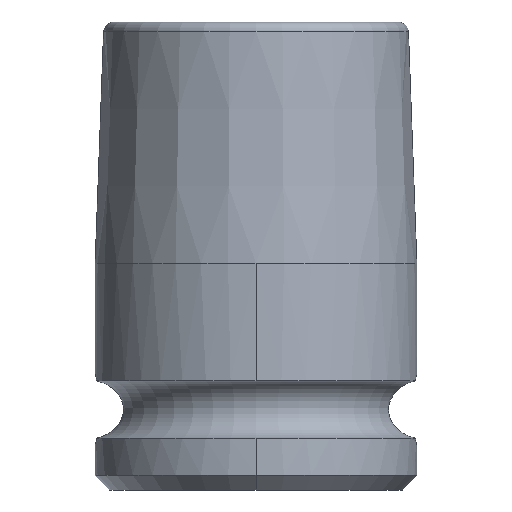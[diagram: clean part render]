
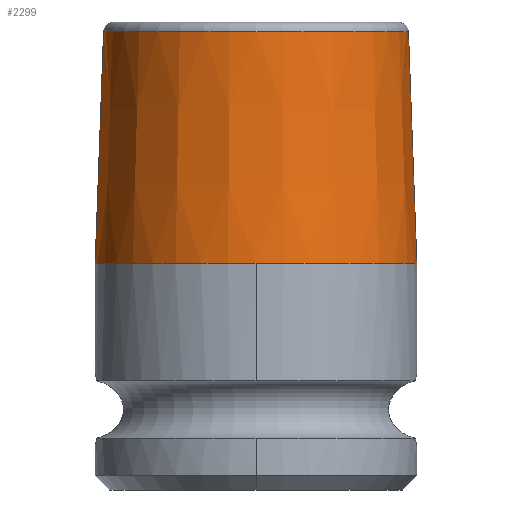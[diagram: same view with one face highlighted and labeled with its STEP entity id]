
A CAD part, left-side view. The second image highlights one B-rep face of the part: STEP entity #2299.
In plain terms, the highlighted conical face has half-angle 2.083 degrees and reference radius 10.712 mm.
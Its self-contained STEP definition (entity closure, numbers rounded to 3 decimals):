
#184=CARTESIAN_POINT('',(0.,0.,15.5));
#185=DIRECTION('',(0.,0.,1.));
#186=DIRECTION('',(0.,1.,0.));
#187=AXIS2_PLACEMENT_3D('',#184,#185,#186);
#356=CARTESIAN_POINT('',(0.,0.,15.5));
#357=DIRECTION('',(0.,0.,1.));
#358=DIRECTION('',(-1.,0.,0.));
#359=AXIS2_PLACEMENT_3D('',#356,#357,#358);
#1000=DIRECTION('',(0.,0.036,-0.999));
#1001=VECTOR('',#1000,15.836);
#1002=CARTESIAN_POINT('',(0.,10.425,
31.325));
#1003=LINE('',#1002,#1001);
#1004=DIRECTION('',(0.,-0.036,-0.999));
#1005=VECTOR('',#1004,15.836);
#1006=CARTESIAN_POINT('',(0.,-10.425,
31.325));
#1007=LINE('',#1006,#1005);
#1008=CARTESIAN_POINT('',(0.,0.,31.325));
#1009=DIRECTION('',(0.,0.,1.));
#1010=DIRECTION('',(0.,1.,0.));
#1011=AXIS2_PLACEMENT_3D('',#1008,#1009,#1010);
#1350=CARTESIAN_POINT('',(0.,11.,15.5));
#1351=CARTESIAN_POINT('',(-11.,0.,15.5));
#1352=VERTEX_POINT('',#1350);
#1353=VERTEX_POINT('',#1351);
#1354=CARTESIAN_POINT('',(0.,-11.,15.5));
#1355=VERTEX_POINT('',#1354);
#1362=CARTESIAN_POINT('',(0.,10.425,31.325));
#1363=CARTESIAN_POINT('',(0.,-10.425,31.325));
#1364=VERTEX_POINT('',#1362);
#1365=VERTEX_POINT('',#1363);
#2287=CARTESIAN_POINT('',(0.,0.,23.413));
#2288=DIRECTION('',(0.,0.,-1.));
#2289=DIRECTION('',(0.,-1.,0.));
#2290=AXIS2_PLACEMENT_3D('',#2287,#2288,#2289);
#2291=CONICAL_SURFACE('',#2290,10.712,2.083);
#2292=ORIENTED_EDGE('',*,*,#2252,.T.);
#2293=ORIENTED_EDGE('',*,*,#2282,.T.);
#2294=ORIENTED_EDGE('',*,*,#1555,.F.);
#2295=ORIENTED_EDGE('',*,*,#1488,.F.);
#2296=ORIENTED_EDGE('',*,*,#2278,.F.);
#2297=EDGE_LOOP('',(#2292,#2293,#2294,#2295,#2296));
#2298=FACE_OUTER_BOUND('',#2297,.F.);
#2299=ADVANCED_FACE('',(#2298),#2291,.T.);
#188=CIRCLE('',#187,11.);
#360=CIRCLE('',#359,11.);
#1012=CIRCLE('',#1011,10.425);
#1488=EDGE_CURVE('',#1352,#1353,#188,.T.);
#1555=EDGE_CURVE('',#1353,#1355,#360,.T.);
#2252=EDGE_CURVE('',#1364,#1365,#1012,.T.);
#2278=EDGE_CURVE('',#1364,#1352,#1003,.T.);
#2282=EDGE_CURVE('',#1365,#1355,#1007,.T.);
